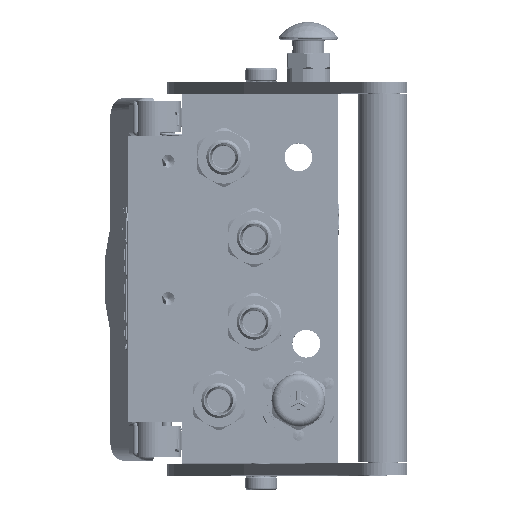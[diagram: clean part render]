
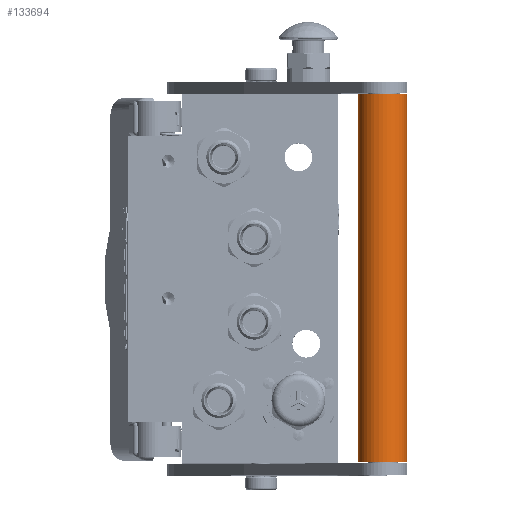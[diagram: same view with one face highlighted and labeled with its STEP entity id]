
A CAD part, top view. The second image highlights one B-rep face of the part: STEP entity #133694.
In plain terms, the highlighted cylindrical face has radius 12.5 mm (diameter 25 mm), a partial arc.
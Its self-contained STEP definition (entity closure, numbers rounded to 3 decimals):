
#2069 = CARTESIAN_POINT ( 'NONE',  ( 192., 0., -12.5 ) ) ;
#5337 = CARTESIAN_POINT ( 'NONE',  ( 192., 0., 12.5 ) ) ;
#7231 = CARTESIAN_POINT ( 'NONE',  ( 4.5, 0., 0. ) ) ;
#8470 = FACE_OUTER_BOUND ( 'NONE', #78214, .T. ) ;
#17844 = CYLINDRICAL_SURFACE ( 'NONE', #95606, 12.5 ) ;
#24788 = EDGE_CURVE ( 'NONE', #79076, #189304, #128263, .T. ) ;
#34144 = VECTOR ( 'NONE', #109871, 1000. ) ;
#37758 = DIRECTION ( 'NONE',  ( 0., 0., -1. ) ) ;
#39884 = VECTOR ( 'NONE', #44912, 1000. ) ;
#44912 = DIRECTION ( 'NONE',  ( -1., 0., 0. ) ) ;
#47451 = VERTEX_POINT ( 'NONE', #96730 ) ;
#56944 = CARTESIAN_POINT ( 'NONE',  ( 192., 0., 0. ) ) ;
#60261 = AXIS2_PLACEMENT_3D ( 'NONE', #7231, #111124, #37758 ) ;
#78214 = EDGE_LOOP ( 'NONE', ( #134375, #137533, #104457, #156498 ) ) ;
#79076 = VERTEX_POINT ( 'NONE', #110450 ) ;
#95606 = AXIS2_PLACEMENT_3D ( 'NONE', #132013, #145027, #145647 ) ;
#96730 = CARTESIAN_POINT ( 'NONE',  ( 4.5, 0., 12.5 ) ) ;
#104457 = ORIENTED_EDGE ( 'NONE', *, *, #171891, .F. ) ;
#109871 = DIRECTION ( 'NONE',  ( -1., 0., 0. ) ) ;
#110450 = CARTESIAN_POINT ( 'NONE',  ( 192., 0., -12.5 ) ) ;
#111124 = DIRECTION ( 'NONE',  ( 1., 0., 0. ) ) ;
#115475 = AXIS2_PLACEMENT_3D ( 'NONE', #56944, #189527, #130384 ) ;
#116050 = EDGE_CURVE ( 'NONE', #189304, #47451, #157919, .T. ) ;
#128263 = LINE ( 'NONE', #2069, #39884 ) ;
#130384 = DIRECTION ( 'NONE',  ( 0., 0., -1. ) ) ;
#132013 = CARTESIAN_POINT ( 'NONE',  ( -9.825, 0., 0. ) ) ;
#133694 = ADVANCED_FACE ( 'NONE', ( #8470 ), #17844, .T. ) ;
#134375 = ORIENTED_EDGE ( 'NONE', *, *, #116050, .T. ) ;
#137533 = ORIENTED_EDGE ( 'NONE', *, *, #162076, .F. ) ;
#145027 = DIRECTION ( 'NONE',  ( -1., 0., 0. ) ) ;
#145647 = DIRECTION ( 'NONE',  ( 0., 0., 1. ) ) ;
#146167 = CARTESIAN_POINT ( 'NONE',  ( 192., 0., 12.5 ) ) ;
#152655 = LINE ( 'NONE', #5337, #34144 ) ;
#156498 = ORIENTED_EDGE ( 'NONE', *, *, #24788, .T. ) ;
#156934 = CIRCLE ( 'NONE', #115475, 12.5 ) ;
#157919 = CIRCLE ( 'NONE', #60261, 12.5 ) ;
#162076 = EDGE_CURVE ( 'NONE', #185492, #47451, #152655, .T. ) ;
#171891 = EDGE_CURVE ( 'NONE', #79076, #185492, #156934, .T. ) ;
#185492 = VERTEX_POINT ( 'NONE', #146167 ) ;
#189304 = VERTEX_POINT ( 'NONE', #191164 ) ;
#189527 = DIRECTION ( 'NONE',  ( 1., 0., 0. ) ) ;
#191164 = CARTESIAN_POINT ( 'NONE',  ( 4.5, 0., -12.5 ) ) ;
